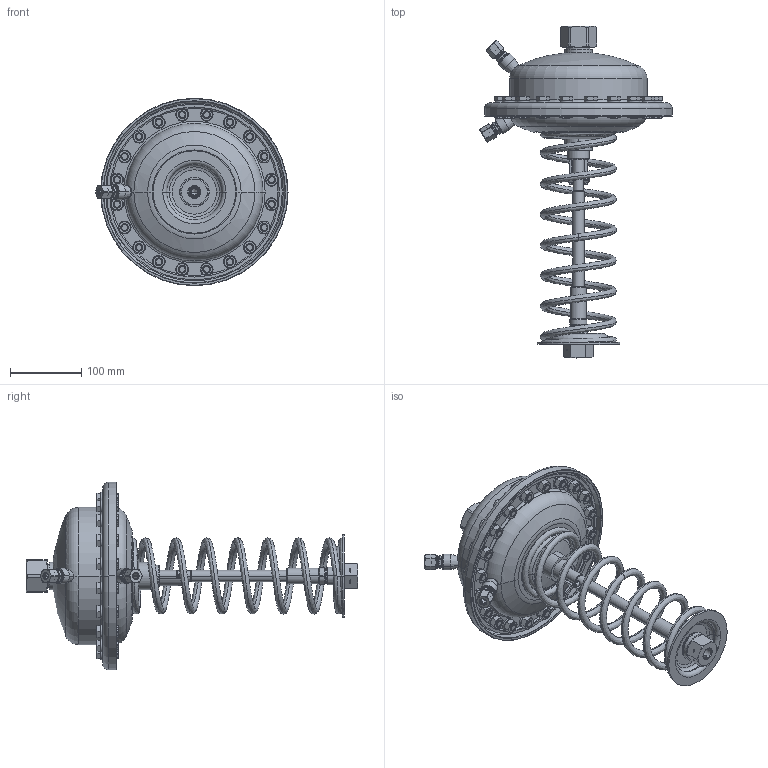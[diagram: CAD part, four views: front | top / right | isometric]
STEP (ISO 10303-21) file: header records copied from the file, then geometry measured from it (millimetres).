
FILE_DESCRIPTION((''),'2;1');
FILE_NAME('065B2663_WITH_003G1017_ASM','2015-02-10T',('u258099'),('Danfoss'),'PRO/ENGINEER BY PARAMETRIC TECHNOLOGY CORPORATION, 2014000','PRO/ENGINEER BY PARAMETRIC TECHNOLOGY CORPORATION, 2014000','');
FILE_SCHEMA(('CONFIG_CONTROL_DESIGN'));
Length unit declared in the file: millimetre
Products named in the file (29): 8863073_2; 8863040_1; 8881045_1; 8863040_ASM_2_ASM; 8863055_1; 8863093_1; 8863072_1; 8863003_1; 8863042_ASM_1_ASM; 8863013_1; 8863006_1; 8539087_1; 8863069_1; 8863023_1; MANIFOLD_SOLID_BREP_38381; MANIFOLD_SOLID_BREP_39768; 5521168_1_ASM; 8863011_1; 5201750_1; 5181800_1; 5191734_1; TESNILO_18X14_1; 8863078_1; PRIKLJUCEK_MATICA_1; PRIKLJUCEK_VST_1; PRIKLJUCEK_3_ASM_1_ASM; 5221571_1; 003G1017_ASM_1_ASM; 065B2663_WITH_003G1017_ASM
Assembly tree (109 placements, depth 4):
  065B2663_WITH_003G1017_ASM
    003G1017_ASM_1_ASM
      8863040_ASM_2_ASM
        8863073_2
        8863040_1
        8881045_1
      8863055_1  x2
      8863093_1
      8863042_ASM_1_ASM
        8863072_1
        8881045_1
        8863003_1
      8863013_1
      8863006_1
      8539087_1
      8863069_1
      8863023_1
      5521168_1_ASM
        MANIFOLD_SOLID_BREP_38381
        MANIFOLD_SOLID_BREP_39768
      8863011_1
      5201750_1  x40
      5181800_1  x20
      5191734_1  x20
      TESNILO_18X14_1  x2
      PRIKLJUCEK_3_ASM_1_ASM  x2
        8863078_1
        PRIKLJUCEK_MATICA_1
        PRIKLJUCEK_VST_1
      5221571_1
Bounding box: 270.16 x 466.65 x 263.5 mm (x, y, z)
Volume: 1161162.3 mm3; surface area: 725321.8 mm2
Topology: 106 solids, 141 shells, 2261 faces, 5288 edges, 3308 vertices
Faces by surface type: cylinder 808, cone 634, plane 605, torus 140, sphere 66, bspline 8
Entity records: 47329 total; most frequent: CARTESIAN_POINT 24229, DIRECTION 5390, ORIENTED_EDGE 4258, AXIS2_PLACEMENT_3D 2401, EDGE_CURVE 2153, VERTEX_POINT 1416, CIRCLE 1311, EDGE_LOOP 1097
